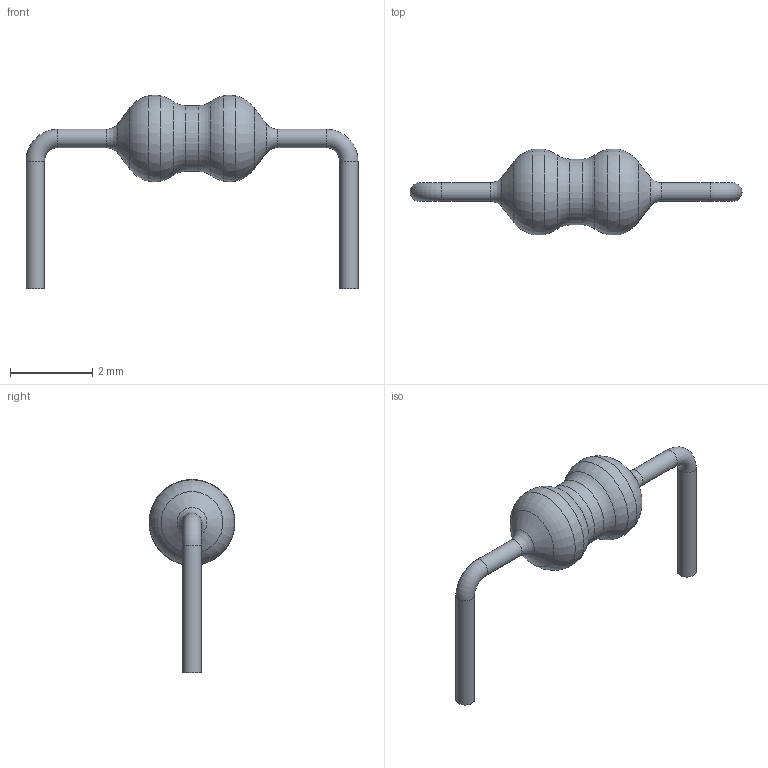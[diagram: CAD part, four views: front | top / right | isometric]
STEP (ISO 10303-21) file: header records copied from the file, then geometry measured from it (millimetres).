
FILE_DESCRIPTION(('STEP AP214'), '1');
FILE_NAME('RES-0.125W-H-CF', '', ('UNSPECIFIED'), ('UNSPECIFIED'), 'ASCON STEP Converter 1.3', 'ASCON Math Kernel', '');
FILE_SCHEMA(('AUTOMOTIVE_DESIGN { 1 0 10303 214 3 1 1}'));
Length unit declared in the file: millimetre
Bounding box: 8.07 x 2.08 x 4.7 mm (x, y, z)
Volume: 10.6 mm3; surface area: 39.3 mm2
Topology: 3 solids, 3 shells, 25 faces, 41 edges, 22 vertices
Faces by surface type: torus 12, plane 6, cylinder 5, cone 2
Full cylindrical faces by diameter (mm): 0.45 x4, 1.6 x1
Entity records: 730 total; most frequent: DIRECTION 96, CARTESIAN_POINT 70, AXIS2_PLACEMENT_3D 48, EDGE_LOOP 44, ORIENTED_EDGE 44, FACE_OUTER_BOUND 38, COLOUR_RGB 28, FILL_AREA_STYLE_COLOUR 28
